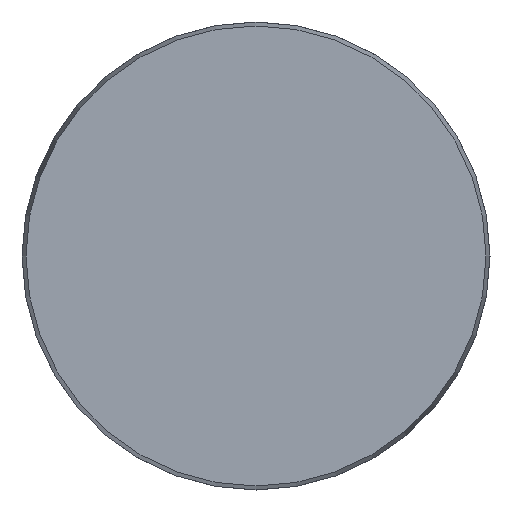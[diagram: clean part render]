
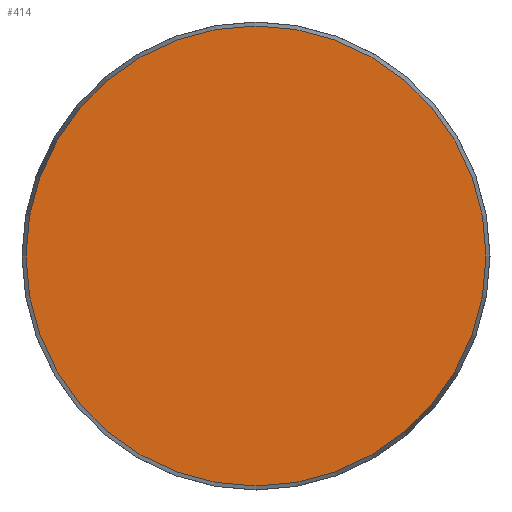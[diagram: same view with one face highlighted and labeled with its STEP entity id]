
A CAD part, front view. The second image highlights one B-rep face of the part: STEP entity #414.
In plain terms, the highlighted planar face has unit normal (0, -1, 0).
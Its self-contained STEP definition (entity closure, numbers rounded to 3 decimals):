
#53 = CARTESIAN_POINT ( 'NONE',  ( 0., 0., 0. ) ) ;
#59 = DIRECTION ( 'NONE',  ( 0., -1., 0. ) ) ;
#100 = CARTESIAN_POINT ( 'NONE',  ( 0., 0., -49.143 ) ) ;
#103 = ORIENTED_EDGE ( 'NONE', *, *, #509, .T. ) ;
#113 = CARTESIAN_POINT ( 'NONE',  ( -49.143, 0., 0. ) ) ;
#213 = EDGE_LOOP ( 'NONE', ( #103 ) ) ;
#233 = AXIS2_PLACEMENT_3D ( 'NONE', #113, #236, #430 ) ;
#236 = DIRECTION ( 'NONE',  ( 0., 1., 0. ) ) ;
#329 = DIRECTION ( 'NONE',  ( 0., 0., -1. ) ) ;
#344 = CIRCLE ( 'NONE', #462, 49.143 ) ;
#367 = PLANE ( 'NONE',  #233 ) ;
#414 = ADVANCED_FACE ( 'NONE', ( #802 ), #367, .F. ) ;
#430 = DIRECTION ( 'NONE',  ( 0., 0., 1. ) ) ;
#462 = AXIS2_PLACEMENT_3D ( 'NONE', #53, #59, #329 ) ;
#509 = EDGE_CURVE ( 'NONE', #661, #661, #344, .T. ) ;
#661 = VERTEX_POINT ( 'NONE', #100 ) ;
#802 = FACE_OUTER_BOUND ( 'NONE', #213, .T. ) ;
